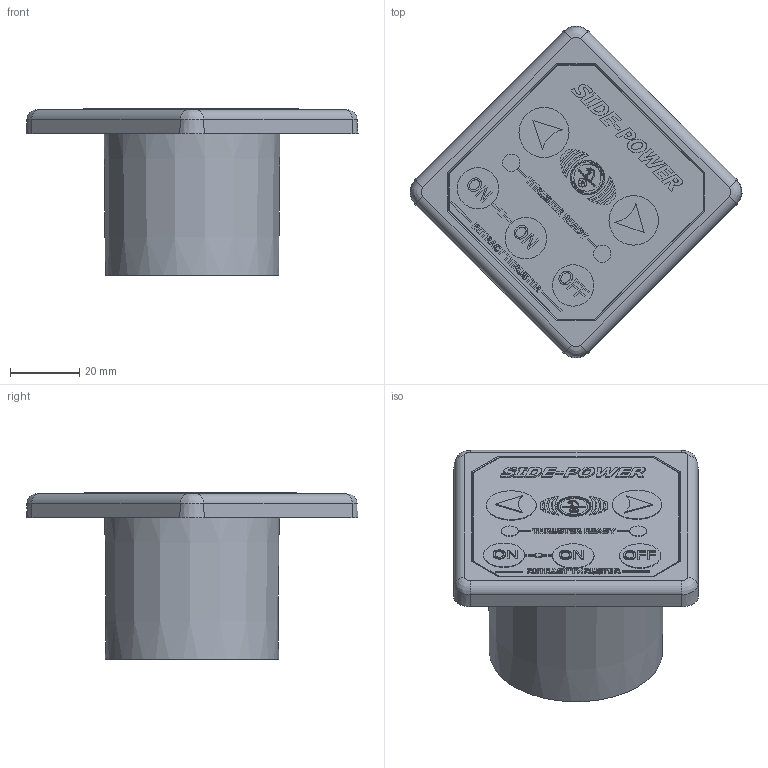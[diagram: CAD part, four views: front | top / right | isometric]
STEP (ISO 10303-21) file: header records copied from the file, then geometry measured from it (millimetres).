
FILE_DESCRIPTION(/* description */ (''),/* implementation_level */ '2;1');
FILE_NAME(/* name */ '8700 Retract thruster panel.stp',/* time_stamp */ '2015-10-26T09:34:01+01:00',/* author */ ('elvira'),/* organization */ (''),/* preprocessor_version */ 'ST-DEVELOPER v15.6',/* originating_system */ 'Autodesk Inventor 2015',/* authorisation */ '');
FILE_SCHEMA (('AUTOMOTIVE_DESIGN { 1 0 10303 214 3 1 1 }'));
Length unit declared in the file: millimetre
Products named in the file (1): 8700 S-link Touch panel
Bounding box: 96.15 x 96.15 x 48.3 mm (x, y, z)
Volume: 38693.6 mm3; surface area: 39177.9 mm2
Topology: 3 solids, 3 shells, 1627 faces, 4349 edges, 2868 vertices
Faces by surface type: plane 1125, cylinder 244, bspline 218, cone 29, torus 11
Full cylindrical faces by diameter (mm): 0.327 x1, 0.346 x1, 0.405 x1, 0.511 x1, 0.6 x5, 0.867 x1, 0.914 x1, 2.3 x8, 2.578 x1, 3 x2, 4 x6, 5 x2, 7.2 x1, 8.6 x1, 10 x1, 12 x2, 12.066 x1, 14.324 x1, 14.5 x1, 16.919 x2, 20.5 x1, 22 x1, 29.5 x1
Entity records: 53576 total; most frequent: CARTESIAN_POINT 12380, ORIENTED_EDGE 8574, DIRECTION 7347, EDGE_CURVE 4281, LINE 3151, VECTOR 3151, VERTEX_POINT 2850, AXIS2_PLACEMENT_3D 2098
